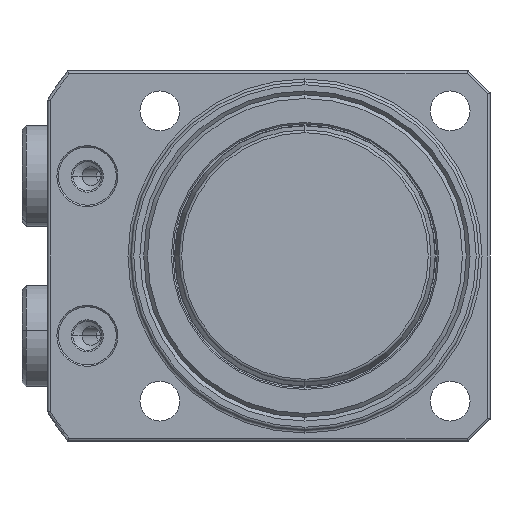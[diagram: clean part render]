
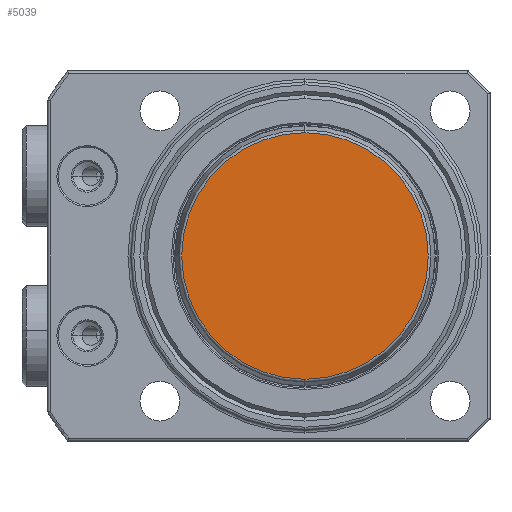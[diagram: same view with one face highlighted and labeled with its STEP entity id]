
A CAD part, front view. The second image highlights one B-rep face of the part: STEP entity #5039.
In plain terms, the highlighted planar face has unit normal (0, -1, 0).
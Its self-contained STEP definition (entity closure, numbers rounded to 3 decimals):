
#2092 = EDGE_LOOP ( 'NONE', ( #4278, #4217 ) ) ;
#2712 = CARTESIAN_POINT ( 'NONE',  ( 0., -2., 0. ) ) ;
#2713 = DIRECTION ( 'NONE',  ( 0., -1., 0. ) ) ;
#2714 = DIRECTION ( 'NONE',  ( 0., 0., 1. ) ) ;
#3017 = CARTESIAN_POINT ( 'NONE',  ( 0., -2., 0. ) ) ;
#3018 = DIRECTION ( 'NONE',  ( 0., -1., 0. ) ) ;
#3019 = DIRECTION ( 'NONE',  ( 0., 0., 1. ) ) ;
#3163 = PLANE ( 'NONE',  #5723 ) ;
#3164 = CARTESIAN_POINT ( 'NONE',  ( 17.272, -2., 0. ) ) ;
#3165 = DIRECTION ( 'NONE',  ( 0., 1., 0. ) ) ;
#3166 = DIRECTION ( 'NONE',  ( 0., 0., 1. ) ) ;
#3800 = VERTEX_POINT ( 'NONE', #3896 ) ;
#3801 = VERTEX_POINT ( 'NONE', #3897 ) ;
#3896 = CARTESIAN_POINT ( 'NONE',  ( 0., -2., -16.992 ) ) ;
#3897 = CARTESIAN_POINT ( 'NONE',  ( 0., -2., 16.992 ) ) ;
#4217 = ORIENTED_EDGE ( 'NONE', *, *, #4992, .T. ) ;
#4278 = ORIENTED_EDGE ( 'NONE', *, *, #5087, .T. ) ;
#4676 = CIRCLE ( 'NONE', #5535, 16.992 ) ;
#4744 = CIRCLE ( 'NONE', #5702, 16.992 ) ;
#4992 = EDGE_CURVE ( 'NONE', #3800, #3801, #4744, .T. ) ;
#5039 = ADVANCED_FACE ( 'NONE', ( #5553 ), #3163, .F. ) ;
#5087 = EDGE_CURVE ( 'NONE', #3801, #3800, #4676, .T. ) ;
#5535 = AXIS2_PLACEMENT_3D ( 'NONE', #2712, #2713, #2714 ) ;
#5553 = FACE_OUTER_BOUND ( 'NONE', #2092, .T. ) ;
#5702 = AXIS2_PLACEMENT_3D ( 'NONE', #3017, #3018, #3019 ) ;
#5723 = AXIS2_PLACEMENT_3D ( 'NONE', #3164, #3165, #3166 ) ;
